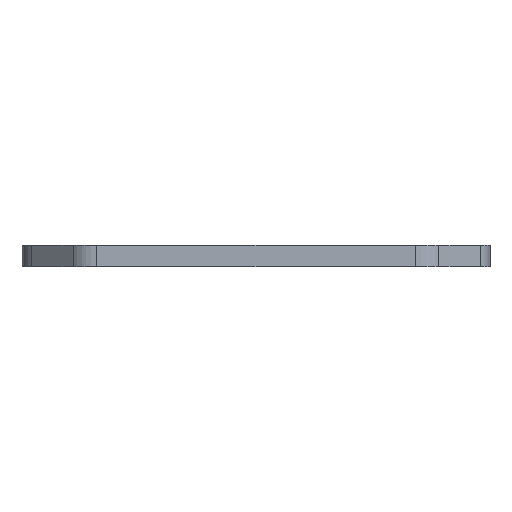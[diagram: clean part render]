
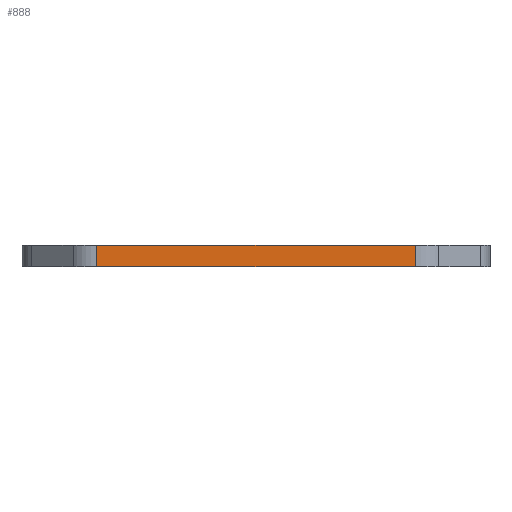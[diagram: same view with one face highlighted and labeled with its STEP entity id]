
A CAD part, front view. The second image highlights one B-rep face of the part: STEP entity #888.
In plain terms, the highlighted planar face has unit normal (0, -1, 0).
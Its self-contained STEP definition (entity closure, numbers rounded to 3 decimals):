
#35=PLANE('',#979);
#67=FACE_OUTER_BOUND('',#118,.T.);
#118=EDGE_LOOP('',(#714,#715,#716,#717));
#158=LINE('',#1340,#233);
#193=LINE('',#1482,#268);
#194=LINE('',#1486,#269);
#195=LINE('',#1487,#270);
#233=VECTOR('',#1050,10.);
#268=VECTOR('',#1197,10.);
#269=VECTOR('',#1202,10.);
#270=VECTOR('',#1203,10.);
#368=VERTEX_POINT('',#1337);
#369=VERTEX_POINT('',#1339);
#420=VERTEX_POINT('',#1481);
#421=VERTEX_POINT('',#1485);
#458=EDGE_CURVE('',#368,#369,#158,.T.);
#530=EDGE_CURVE('',#420,#369,#193,.T.);
#532=EDGE_CURVE('',#421,#368,#194,.T.);
#533=EDGE_CURVE('',#420,#421,#195,.T.);
#714=ORIENTED_EDGE('',*,*,#458,.F.);
#715=ORIENTED_EDGE('',*,*,#532,.F.);
#716=ORIENTED_EDGE('',*,*,#533,.F.);
#717=ORIENTED_EDGE('',*,*,#530,.T.);
#888=ADVANCED_FACE('',(#67),#35,.T.);
#979=AXIS2_PLACEMENT_3D('',#1484,#1200,#1201);
#1050=DIRECTION('',(1.,0.,0.));
#1197=DIRECTION('',(0.,0.,1.));
#1200=DIRECTION('center_axis',(0.,-1.,0.));
#1201=DIRECTION('ref_axis',(1.,0.,0.));
#1202=DIRECTION('',(0.,0.,1.));
#1203=DIRECTION('',(-1.,0.,0.));
#1337=CARTESIAN_POINT('',(-14.417,-21.15,0.));
#1339=CARTESIAN_POINT('',(14.417,-21.15,0.));
#1340=CARTESIAN_POINT('',(-7.208,-21.15,0.));
#1481=CARTESIAN_POINT('',(14.417,-21.15,-1.95));
#1482=CARTESIAN_POINT('',(14.417,-21.15,-1.95));
#1484=CARTESIAN_POINT('Origin',(-14.417,-21.15,-1.95));
#1485=CARTESIAN_POINT('',(-14.417,-21.15,-1.95));
#1486=CARTESIAN_POINT('',(-14.417,-21.15,-1.95));
#1487=CARTESIAN_POINT('',(-7.208,-21.15,-1.95));
